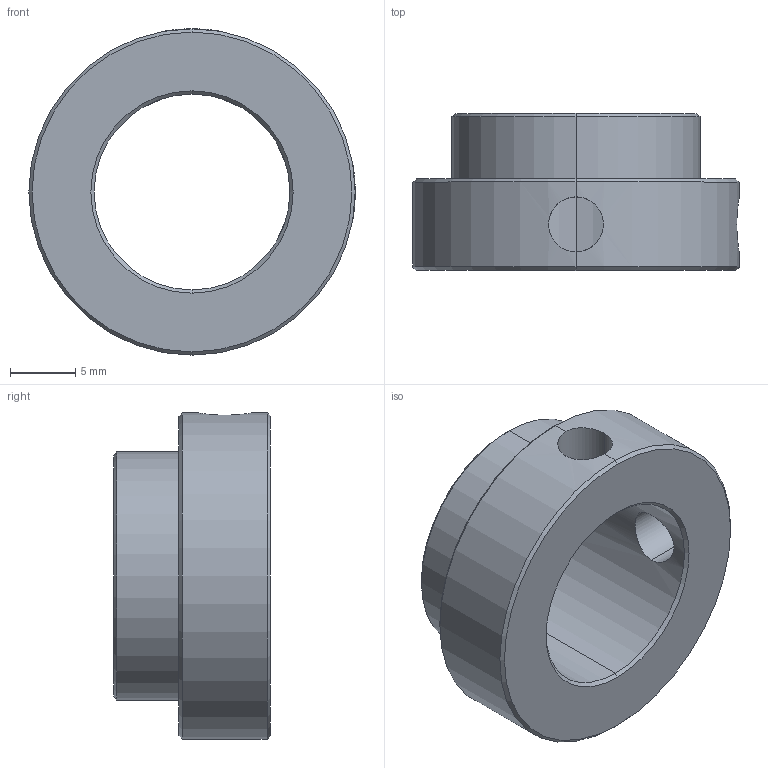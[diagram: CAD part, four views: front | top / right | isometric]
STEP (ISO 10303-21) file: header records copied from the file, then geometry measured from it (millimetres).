
FILE_DESCRIPTION (( 'STEP AP203' ), '1' );
FILE_NAME ('止付型固定環 SCRBF-A6-D25-d15-T12-M5.STEP', '2021-02-23T06:13:05', ( '' ), ( '' ), 'SwSTEP 2.0', 'SolidWorks 2019', '' );
FILE_SCHEMA (( 'CONFIG_CONTROL_DESIGN' ));
Length unit declared in the file: millimetre
Products named in the file (1): 止付型固定環 SCRBF-A6-D25-d15-T12-M5
Bounding box: 25 x 12 x 25 mm (x, y, z)
Volume: 2584.1 mm3; surface area: 2074.2 mm2
Topology: 1 solids, 1 shells, 23 faces, 56 edges, 34 vertices
Faces by surface type: cone 10, cylinder 10, plane 3
Entity records: 973 total; most frequent: CARTESIAN_POINT 350, DIRECTION 114, ORIENTED_EDGE 112, EDGE_CURVE 56, AXIS2_PLACEMENT_3D 46, VERTEX_POINT 34, EDGE_LOOP 28, FACE_OUTER_BOUND 23
